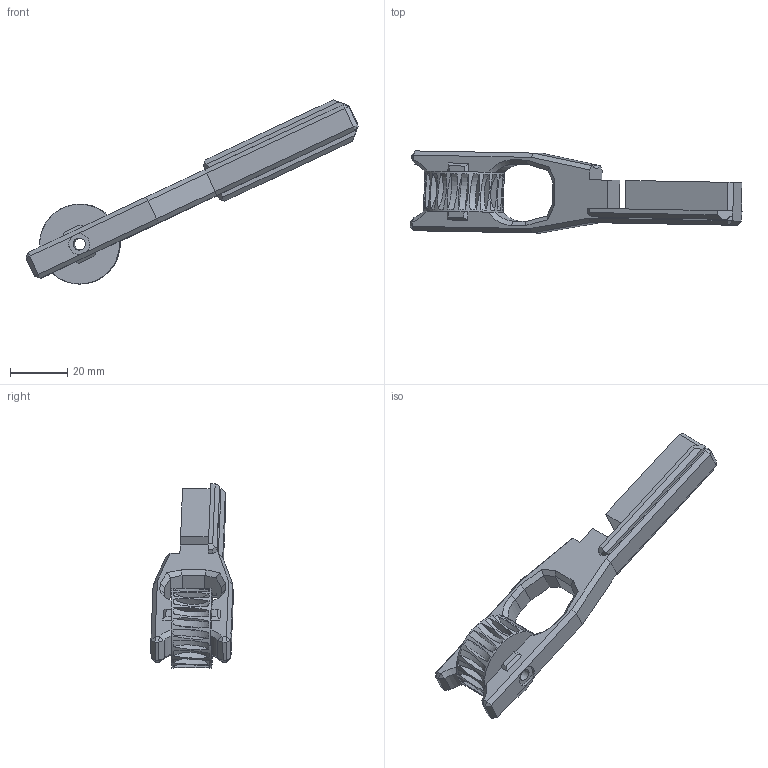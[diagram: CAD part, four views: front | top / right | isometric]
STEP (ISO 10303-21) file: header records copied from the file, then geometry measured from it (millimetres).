
FILE_DESCRIPTION(/* description */ (''),/* implementation_level */ '2;1');
FILE_NAME(/* name */ 'Arm1.step',/* time_stamp */ '2024-09-26T14:34:30+02:00',/* author */ (''),/* organization */ (''),/* preprocessor_version */ 'ST-DEVELOPER v20',/* originating_system */ 'Autodesk Translation Framework v13.14.0.145',/* authorisation */ '');
FILE_SCHEMA (('AUTOMOTIVE_DESIGN { 1 0 10303 214 3 1 1 }'));
Length unit declared in the file: millimetre
Products named in the file (3): Samenstelling; Rotatieschijf; Component6
Assembly tree (2 placements, depth 3):
  Samenstelling
    Rotatieschijf
      Component6
Bounding box: 116.47 x 28.85 x 64.57 mm (x, y, z)
Volume: 24467.8 mm3; surface area: 10414.8 mm2
Topology: 1 solids, 1 shells, 217 faces, 508 edges, 312 vertices
Faces by surface type: plane 128, bspline 44, cylinder 34, cone 11
Full cylindrical faces by diameter (mm): 3.332 x2, 4.2 x1, 28 x1
Entity records: 8487 total; most frequent: CARTESIAN_POINT 3901, ORIENTED_EDGE 1012, DIRECTION 756, EDGE_CURVE 506, VERTEX_POINT 312, LINE 302, VECTOR 302, EDGE_LOOP 242
